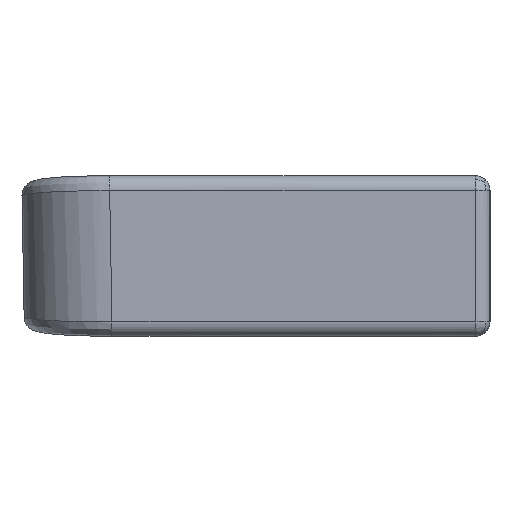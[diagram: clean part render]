
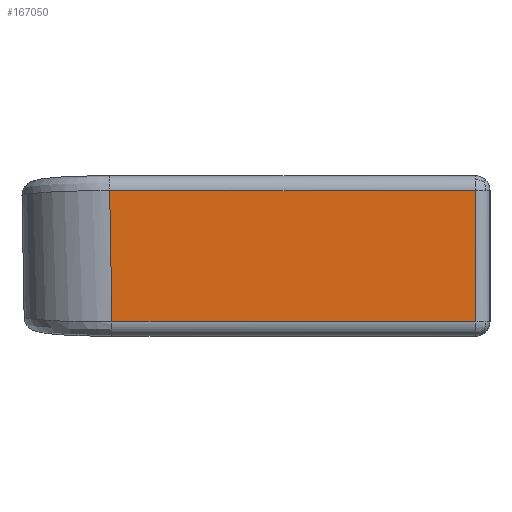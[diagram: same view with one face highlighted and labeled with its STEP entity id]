
A CAD part, left-side view. The second image highlights one B-rep face of the part: STEP entity #167050.
In plain terms, the highlighted planar face has unit normal (-1, 0, -0.018).
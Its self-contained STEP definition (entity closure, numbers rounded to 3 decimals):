
#31240=CARTESIAN_POINT('',(-84.844,0.,-54.502));
#31250=VERTEX_POINT('',#31240);
#31280=CARTESIAN_POINT('',(-84.922,0.,-50.017));
#31290=DIRECTION('',(-0.017,0.,1.));
#31300=VECTOR('',#31290,1.);
#31310=LINE('',#31280,#31300);
#31320=CARTESIAN_POINT('',(-85.,0.,-45.522));
#31330=VERTEX_POINT('',#31320);
#31340=EDGE_CURVE('',#31250,#31330,#31310,.T.);
#161710=CARTESIAN_POINT('',(-85.,25.001,
-45.522));
#161720=VERTEX_POINT('',#161710);
#161750=CARTESIAN_POINT('',(-84.92,24.921,
-50.105));
#161760=DIRECTION('',(-0.017,0.017,
1.));
#161770=VECTOR('',#161760,1.);
#161780=LINE('',#161750,#161770);
#161790=CARTESIAN_POINT('',(-84.844,24.844,
-54.502));
#161800=VERTEX_POINT('',#161790);
#161810=EDGE_CURVE('',#161800,#161720,#161780,.T.);
#166840=CARTESIAN_POINT('',(-85.,-1.,-45.549));
#166850=DIRECTION('',(1.,-0.,0.017));
#166860=DIRECTION('',(0.017,0.,-1.));
#166870=AXIS2_PLACEMENT_3D('',#166840,#166850,#166860);
#166880=PLANE('',#166870);
#166890=ORIENTED_EDGE('',*,*,#31340,.T.);
#166900=CARTESIAN_POINT('',(-84.844,-1.,-54.502));
#166910=DIRECTION('',(0.,1.,0.));
#166920=VECTOR('',#166910,1.);
#166930=LINE('',#166900,#166920);
#166940=EDGE_CURVE('',#31250,#161800,#166930,.T.);
#166950=ORIENTED_EDGE('',*,*,#166940,.F.);
#166960=ORIENTED_EDGE('',*,*,#161810,.F.);
#166970=CARTESIAN_POINT('',(-85.,-1.,-45.522));
#166980=DIRECTION('',(0.,1.,0.));
#166990=VECTOR('',#166980,1.);
#167000=LINE('',#166970,#166990);
#167010=EDGE_CURVE('',#31330,#161720,#167000,.T.);
#167020=ORIENTED_EDGE('',*,*,#167010,.T.);
#167030=EDGE_LOOP('',(#167020,#166960,#166950,#166890));
#167040=FACE_OUTER_BOUND('',#167030,.T.);
#167050=ADVANCED_FACE('',(#167040),#166880,.F.);
